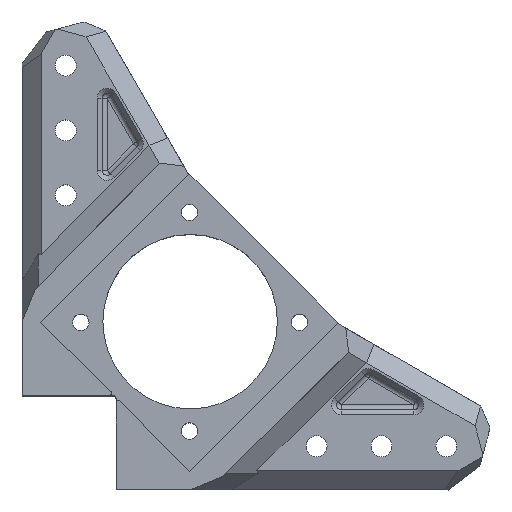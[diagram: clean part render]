
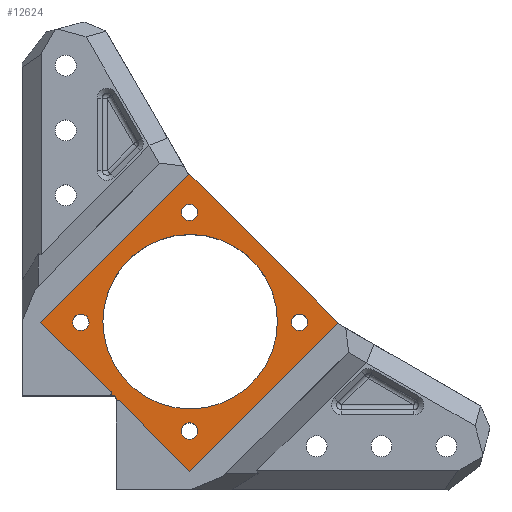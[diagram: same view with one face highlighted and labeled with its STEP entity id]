
A CAD part, top view. The second image highlights one B-rep face of the part: STEP entity #12624.
In plain terms, the highlighted planar face has unit normal (0, 0, 1).
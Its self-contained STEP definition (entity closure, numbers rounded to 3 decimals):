
#219=FACE_BOUND('',#4801,.T.);
#220=FACE_BOUND('',#4802,.T.);
#221=FACE_BOUND('',#4803,.T.);
#222=FACE_BOUND('',#4804,.T.);
#223=FACE_BOUND('',#4805,.T.);
#728=PLANE('',#13888);
#744=LINE('',#17669,#1861);
#1252=LINE('',#19243,#2369);
#1256=LINE('',#19252,#2373);
#1634=LINE('',#26971,#2751);
#1676=LINE('',#27491,#2793);
#1707=LINE('',#27590,#2824);
#1840=LINE('',#27970,#2957);
#1844=LINE('',#27979,#2961);
#1845=LINE('',#27983,#2962);
#1861=VECTOR('',#13959,1000.);
#2369=VECTOR('',#15457,1000.);
#2373=VECTOR('',#15463,1000.);
#2751=VECTOR('',#16883,1000.);
#2793=VECTOR('',#16957,1000.);
#2824=VECTOR('',#17070,1000.);
#2957=VECTOR('',#17473,1000.);
#2961=VECTOR('',#17483,1000.);
#2962=VECTOR('',#17488,1000.);
#3966=FACE_OUTER_BOUND('',#4800,.T.);
#4800=EDGE_LOOP('',(#11737,#11738,#11739,#11740,#11741,#11742,#11743,#11744,
#11745,#11746,#11747,#11748));
#4801=EDGE_LOOP('',(#11749));
#4802=EDGE_LOOP('',(#11750));
#4803=EDGE_LOOP('',(#11751));
#4804=EDGE_LOOP('',(#11752));
#4805=EDGE_LOOP('',(#11753));
#4863=CIRCLE('',#12674,17.5);
#5317=CIRCLE('',#13787,1.65);
#5322=CIRCLE('',#13793,1.65);
#5327=CIRCLE('',#13799,1.65);
#5332=CIRCLE('',#13805,1.65);
#5357=CIRCLE('',#13883,0.5);
#5359=CIRCLE('',#13889,0.5);
#5360=CIRCLE('',#13890,0.5);
#5377=VERTEX_POINT('',#17663);
#5378=VERTEX_POINT('',#17667);
#5379=VERTEX_POINT('',#17668);
#5849=VERTEX_POINT('',#19241);
#5850=VERTEX_POINT('',#19242);
#5853=VERTEX_POINT('',#19250);
#5854=VERTEX_POINT('',#19251);
#6222=VERTEX_POINT('',#26968);
#6223=VERTEX_POINT('',#26970);
#6301=VERTEX_POINT('',#27675);
#6306=VERTEX_POINT('',#27687);
#6311=VERTEX_POINT('',#27699);
#6316=VERTEX_POINT('',#27711);
#6389=VERTEX_POINT('',#27963);
#6390=VERTEX_POINT('',#27967);
#6393=VERTEX_POINT('',#27977);
#6394=VERTEX_POINT('',#27981);
#6422=EDGE_CURVE('',#5377,#5377,#4863,.T.);
#6423=EDGE_CURVE('',#5378,#5379,#744,.T.);
#7163=EDGE_CURVE('',#5849,#5850,#1252,.T.);
#7167=EDGE_CURVE('',#5853,#5854,#1256,.T.);
#7881=EDGE_CURVE('',#6222,#6223,#1634,.T.);
#7938=EDGE_CURVE('',#6222,#5853,#1676,.T.);
#7987=EDGE_CURVE('',#6223,#5850,#1707,.T.);
#8030=EDGE_CURVE('',#6301,#6301,#5317,.T.);
#8036=EDGE_CURVE('',#6306,#6306,#5322,.T.);
#8042=EDGE_CURVE('',#6311,#6311,#5327,.T.);
#8048=EDGE_CURVE('',#6316,#6316,#5332,.T.);
#8174=EDGE_CURVE('',#5378,#6389,#5357,.T.);
#8177=EDGE_CURVE('',#6390,#5854,#1840,.T.);
#8182=EDGE_CURVE('',#6393,#6389,#1844,.T.);
#8183=EDGE_CURVE('',#5379,#6394,#5359,.T.);
#8184=EDGE_CURVE('',#6394,#5849,#1845,.T.);
#8185=EDGE_CURVE('',#6390,#6393,#5360,.T.);
#11737=ORIENTED_EDGE('',*,*,#6423,.T.);
#11738=ORIENTED_EDGE('',*,*,#8183,.T.);
#11739=ORIENTED_EDGE('',*,*,#8184,.T.);
#11740=ORIENTED_EDGE('',*,*,#7163,.T.);
#11741=ORIENTED_EDGE('',*,*,#7987,.F.);
#11742=ORIENTED_EDGE('',*,*,#7881,.F.);
#11743=ORIENTED_EDGE('',*,*,#7938,.T.);
#11744=ORIENTED_EDGE('',*,*,#7167,.T.);
#11745=ORIENTED_EDGE('',*,*,#8177,.F.);
#11746=ORIENTED_EDGE('',*,*,#8185,.T.);
#11747=ORIENTED_EDGE('',*,*,#8182,.T.);
#11748=ORIENTED_EDGE('',*,*,#8174,.F.);
#11749=ORIENTED_EDGE('',*,*,#8048,.T.);
#11750=ORIENTED_EDGE('',*,*,#8042,.T.);
#11751=ORIENTED_EDGE('',*,*,#8036,.T.);
#11752=ORIENTED_EDGE('',*,*,#8030,.T.);
#11753=ORIENTED_EDGE('',*,*,#6422,.T.);
#12624=ADVANCED_FACE('',(#3966,#219,#220,#221,#222,#223),#728,.T.);
#12674=AXIS2_PLACEMENT_3D('',#17665,#13955,#13956);
#13787=AXIS2_PLACEMENT_3D('',#27676,#17171,#17172);
#13793=AXIS2_PLACEMENT_3D('',#27688,#17184,#17185);
#13799=AXIS2_PLACEMENT_3D('',#27700,#17197,#17198);
#13805=AXIS2_PLACEMENT_3D('',#27712,#17210,#17211);
#13883=AXIS2_PLACEMENT_3D('',#27964,#17467,#17468);
#13888=AXIS2_PLACEMENT_3D('',#27980,#17484,#17485);
#13889=AXIS2_PLACEMENT_3D('',#27982,#17486,#17487);
#13890=AXIS2_PLACEMENT_3D('',#27984,#17489,#17490);
#13955=DIRECTION('center_axis',(0.,0.,-1.));
#13956=DIRECTION('ref_axis',(1.,0.,0.));
#13959=DIRECTION('',(0.,-1.,0.));
#15457=DIRECTION('',(0.707,0.707,0.));
#15463=DIRECTION('',(-0.707,-0.707,0.));
#16883=DIRECTION('',(0.707,-0.707,0.));
#16957=DIRECTION('',(0.5,-0.866,0.));
#17070=DIRECTION('',(-0.866,0.5,0.));
#17171=DIRECTION('center_axis',(0.,0.,-1.));
#17172=DIRECTION('ref_axis',(-1.,0.,0.));
#17184=DIRECTION('center_axis',(0.,0.,-1.));
#17185=DIRECTION('ref_axis',(-1.,0.,0.));
#17197=DIRECTION('center_axis',(0.,0.,-1.));
#17198=DIRECTION('ref_axis',(-1.,0.,0.));
#17210=DIRECTION('center_axis',(0.,0.,-1.));
#17211=DIRECTION('ref_axis',(-1.,0.,0.));
#17467=DIRECTION('center_axis',(0.,0.,1.));
#17468=DIRECTION('ref_axis',(0.707,0.707,0.));
#17473=DIRECTION('',(-0.712,0.702,0.));
#17483=DIRECTION('',(1.,0.,0.));
#17484=DIRECTION('center_axis',(0.,0.,1.));
#17485=DIRECTION('ref_axis',(1.,0.,0.));
#17486=DIRECTION('center_axis',(0.,0.,-1.));
#17487=DIRECTION('ref_axis',(-0.379,0.925,0.));
#17488=DIRECTION('',(0.702,-0.712,0.));
#17489=DIRECTION('center_axis',(0.,0.,-1.));
#17490=DIRECTION('ref_axis',(0.925,-0.379,0.));
#17663=CARTESIAN_POINT('',(-157.49,-150.456,102.));
#17665=CARTESIAN_POINT('Origin',(-139.99,-150.456,102.));
#17667=CARTESIAN_POINT('',(-154.852,-165.818,102.));
#17668=CARTESIAN_POINT('',(-154.852,-166.73,102.));
#17669=CARTESIAN_POINT('',(-154.852,-104.342,102.));
#19241=CARTESIAN_POINT('',(-140.139,-180.445,102.));
#19242=CARTESIAN_POINT('',(-110.464,-150.77,102.));
#19243=CARTESIAN_POINT('',(-85.915,-126.221,102.));
#19250=CARTESIAN_POINT('',(-140.304,-120.93,102.));
#19251=CARTESIAN_POINT('',(-169.979,-150.605,102.));
#19252=CARTESIAN_POINT('',(-130.632,-111.258,102.));
#26968=CARTESIAN_POINT('',(-140.63,-120.365,102.));
#26970=CARTESIAN_POINT('',(-109.822,-151.14,102.));
#26971=CARTESIAN_POINT('',(-163.313,-97.706,102.));
#27491=CARTESIAN_POINT('',(-177.368,-56.733,102.));
#27590=CARTESIAN_POINT('',(-46.267,-187.834,102.));
#27675=CARTESIAN_POINT('',(-116.42,-150.581,102.));
#27676=CARTESIAN_POINT('Origin',(-118.07,-150.581,102.));
#27687=CARTESIAN_POINT('',(-138.465,-172.376,102.));
#27688=CARTESIAN_POINT('Origin',(-140.115,-172.376,102.));
#27699=CARTESIAN_POINT('',(-160.26,-150.581,102.));
#27700=CARTESIAN_POINT('Origin',(-161.91,-150.581,102.));
#27711=CARTESIAN_POINT('',(-138.465,-128.537,102.));
#27712=CARTESIAN_POINT('Origin',(-140.115,-128.537,102.));
#27963=CARTESIAN_POINT('',(-155.352,-165.318,102.));
#27964=CARTESIAN_POINT('Origin',(-155.352,-165.818,102.));
#27967=CARTESIAN_POINT('',(-155.913,-164.462,102.));
#27970=CARTESIAN_POINT('',(-186.671,-134.162,102.));
#27977=CARTESIAN_POINT('',(-156.264,-165.318,102.));
#27979=CARTESIAN_POINT('',(-156.34,-165.318,102.));
#27980=CARTESIAN_POINT('Origin',(-138.827,-24.365,102.));
#27981=CARTESIAN_POINT('',(-153.996,-166.379,102.));
#27982=CARTESIAN_POINT('Origin',(-154.352,-166.73,102.));
#27983=CARTESIAN_POINT('',(-123.696,-197.137,102.));
#27984=CARTESIAN_POINT('Origin',(-156.264,-164.818,102.));
